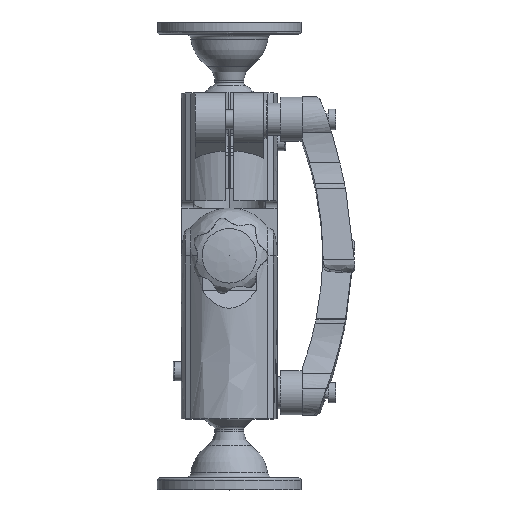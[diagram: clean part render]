
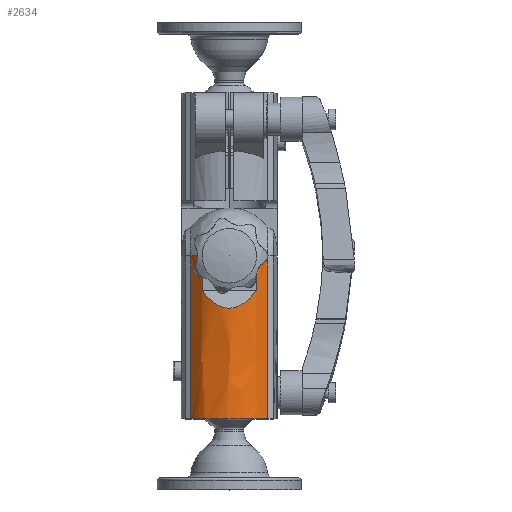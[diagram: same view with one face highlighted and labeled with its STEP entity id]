
A CAD part, top view. The second image highlights one B-rep face of the part: STEP entity #2634.
In plain terms, the highlighted free-form (B-spline) face has degree [2, 1] with [3, 2] control points.
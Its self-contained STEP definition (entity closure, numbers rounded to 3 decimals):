
#2455 = VERTEX_POINT('',#2456);
#2456 = CARTESIAN_POINT('',(40.135,75.7,
    50.62));
#2457 = VERTEX_POINT('',#2458);
#2458 = CARTESIAN_POINT('',(19.518,75.7,
    50.62));
#2463 = EDGE_CURVE('',#2464,#2455,#2466,.T.);
#2464 = VERTEX_POINT('',#2465);
#2465 = CARTESIAN_POINT('',(40.135,88.743,
    50.62));
#2466 = B_SPLINE_CURVE_WITH_KNOTS('',1,(#2467,#2468),.UNSPECIFIED.,.F.,
  .F.,(2,2),(0.,14.3),.PIECEWISE_BEZIER_KNOTS.);
#2467 = CARTESIAN_POINT('',(40.135,88.743,
    50.62));
#2468 = CARTESIAN_POINT('',(40.135,75.7,
    50.62));
#2471 = VERTEX_POINT('',#2472);
#2472 = CARTESIAN_POINT('',(19.518,88.743,
    50.62));
#2480 = EDGE_CURVE('',#2457,#2471,#2481,.T.);
#2481 = B_SPLINE_CURVE_WITH_KNOTS('',1,(#2482,#2483),.UNSPECIFIED.,.F.,
  .F.,(2,2),(0.,14.3),.PIECEWISE_BEZIER_KNOTS.);
#2482 = CARTESIAN_POINT('',(19.518,75.7,
    50.62));
#2483 = CARTESIAN_POINT('',(19.518,88.743,
    50.62));
#2634 = ADVANCED_FACE('',(#2635),#2681,.T.);
#2635 = FACE_BOUND('',#2636,.T.);
#2636 = EDGE_LOOP('',(#2637,#2643,#2644,#2652,#2659,#2667,#2674,#2680));
#2637 = ORIENTED_EDGE('',*,*,#2638,.T.);
#2638 = EDGE_CURVE('',#2455,#2457,#2639,.T.);
#2639 = ( BOUNDED_CURVE() B_SPLINE_CURVE(2,(#2640,#2641,#2642),
.UNSPECIFIED.,.F.,.F.) B_SPLINE_CURVE_WITH_KNOTS((3,3),(325.588,
394.412),.PIECEWISE_BEZIER_KNOTS.) CURVE() 
GEOMETRIC_REPRESENTATION_ITEM() RATIONAL_B_SPLINE_CURVE((1.,0.825,1.)) 
REPRESENTATION_ITEM('') );
#2640 = CARTESIAN_POINT('',(40.135,75.7,
    50.62));
#2641 = CARTESIAN_POINT('',(29.826,60.557,
    57.682));
#2642 = CARTESIAN_POINT('',(19.518,75.7,
    50.62));
#2643 = ORIENTED_EDGE('',*,*,#2480,.T.);
#2644 = ORIENTED_EDGE('',*,*,#2645,.T.);
#2645 = EDGE_CURVE('',#2471,#2646,#2648,.T.);
#2646 = VERTEX_POINT('',#2647);
#2647 = CARTESIAN_POINT('',(15.199,88.743,
    46.47));
#2648 = ( BOUNDED_CURVE() B_SPLINE_CURVE(2,(#2649,#2650,#2651),
.UNSPECIFIED.,.F.,.F.) B_SPLINE_CURVE_WITH_KNOTS((3,3),(3.742,
4.072),.PIECEWISE_BEZIER_KNOTS.) CURVE() 
GEOMETRIC_REPRESENTATION_ITEM() RATIONAL_B_SPLINE_CURVE((1.,
0.986,1.)) REPRESENTATION_ITEM('') );
#2649 = CARTESIAN_POINT('',(19.518,88.743,
    50.62));
#2650 = CARTESIAN_POINT('',(17.013,88.743,
    48.904));
#2651 = CARTESIAN_POINT('',(15.199,88.743,
    46.47));
#2652 = ORIENTED_EDGE('',*,*,#2653,.T.);
#2653 = EDGE_CURVE('',#2646,#2654,#2656,.T.);
#2654 = VERTEX_POINT('',#2655);
#2655 = CARTESIAN_POINT('',(15.199,26.722,
    46.47));
#2656 = B_SPLINE_CURVE_WITH_KNOTS('',1,(#2657,#2658),.UNSPECIFIED.,.F.,
  .F.,(2,2),(0.,68.),.PIECEWISE_BEZIER_KNOTS.);
#2657 = CARTESIAN_POINT('',(15.199,88.743,
    46.47));
#2658 = CARTESIAN_POINT('',(15.199,26.722,
    46.47));
#2659 = ORIENTED_EDGE('',*,*,#2660,.F.);
#2660 = EDGE_CURVE('',#2661,#2654,#2663,.T.);
#2661 = VERTEX_POINT('',#2662);
#2662 = CARTESIAN_POINT('',(44.454,26.722,
    46.47));
#2663 = ( BOUNDED_CURVE() B_SPLINE_CURVE(2,(#2664,#2665,#2666),
.UNSPECIFIED.,.F.,.F.) B_SPLINE_CURVE_WITH_KNOTS((3,3),(2.211,
4.072),.PIECEWISE_BEZIER_KNOTS.) CURVE() 
GEOMETRIC_REPRESENTATION_ITEM() RATIONAL_B_SPLINE_CURVE((1.,
0.598,1.)) REPRESENTATION_ITEM('') );
#2664 = CARTESIAN_POINT('',(44.454,26.722,
    46.47));
#2665 = CARTESIAN_POINT('',(29.826,26.722,
    66.1));
#2666 = CARTESIAN_POINT('',(15.199,26.722,
    46.47));
#2667 = ORIENTED_EDGE('',*,*,#2668,.F.);
#2668 = EDGE_CURVE('',#2669,#2661,#2671,.T.);
#2669 = VERTEX_POINT('',#2670);
#2670 = CARTESIAN_POINT('',(44.454,88.743,
    46.47));
#2671 = B_SPLINE_CURVE_WITH_KNOTS('',1,(#2672,#2673),.UNSPECIFIED.,.F.,
  .F.,(2,2),(0.,68.),.PIECEWISE_BEZIER_KNOTS.);
#2672 = CARTESIAN_POINT('',(44.454,88.743,
    46.47));
#2673 = CARTESIAN_POINT('',(44.454,26.722,
    46.47));
#2674 = ORIENTED_EDGE('',*,*,#2675,.T.);
#2675 = EDGE_CURVE('',#2669,#2464,#2676,.T.);
#2676 = ( BOUNDED_CURVE() B_SPLINE_CURVE(2,(#2677,#2678,#2679),
.UNSPECIFIED.,.F.,.F.) B_SPLINE_CURVE_WITH_KNOTS((3,3),(2.211,
2.541),.PIECEWISE_BEZIER_KNOTS.) CURVE() 
GEOMETRIC_REPRESENTATION_ITEM() RATIONAL_B_SPLINE_CURVE((1.,
0.986,1.)) REPRESENTATION_ITEM('') );
#2677 = CARTESIAN_POINT('',(44.454,88.743,
    46.47));
#2678 = CARTESIAN_POINT('',(42.64,88.743,
    48.904));
#2679 = CARTESIAN_POINT('',(40.135,88.743,
    50.62));
#2680 = ORIENTED_EDGE('',*,*,#2463,.T.);
#2681 = ( BOUNDED_SURFACE() B_SPLINE_SURFACE(2,1,(
    (#2682,#2683)
    ,(#2684,#2685)
    ,(#2686,#2687
)),.UNSPECIFIED.,.F.,.F.,.F.) B_SPLINE_SURFACE_WITH_KNOTS((3,3),(2,2),(
    2.211,4.072),(0.,68.),.PIECEWISE_BEZIER_KNOTS.) 
GEOMETRIC_REPRESENTATION_ITEM() RATIONAL_B_SPLINE_SURFACE((
    (1.,1.)
    ,(0.598,0.598)
,(1.,1.))) REPRESENTATION_ITEM('') SURFACE() );
#2682 = CARTESIAN_POINT('',(44.454,88.743,
    46.47));
#2683 = CARTESIAN_POINT('',(44.454,26.722,
    46.47));
#2684 = CARTESIAN_POINT('',(29.826,88.743,
    66.1));
#2685 = CARTESIAN_POINT('',(29.826,26.722,
    66.1));
#2686 = CARTESIAN_POINT('',(15.199,88.743,
    46.47));
#2687 = CARTESIAN_POINT('',(15.199,26.722,
    46.47));
